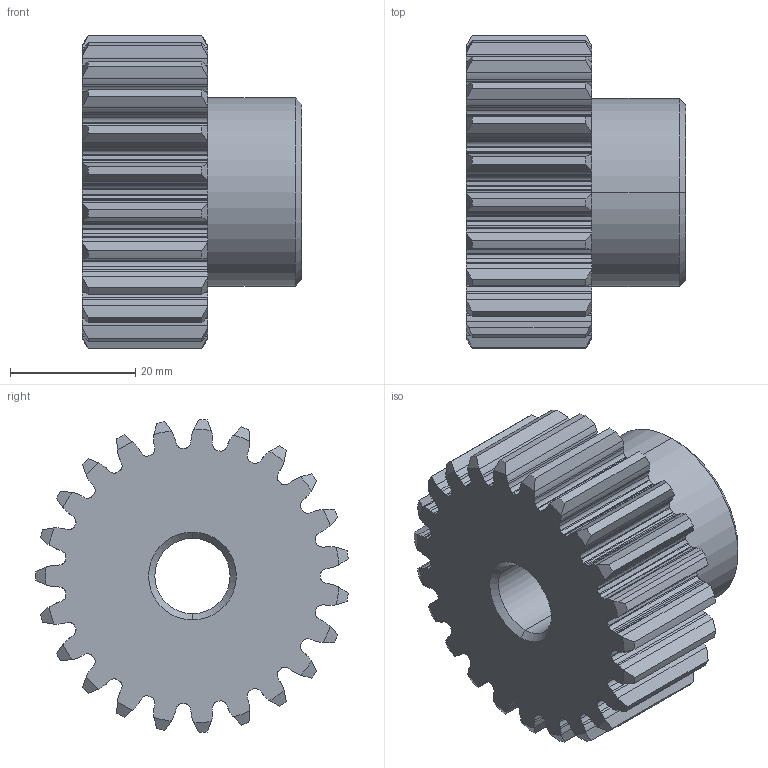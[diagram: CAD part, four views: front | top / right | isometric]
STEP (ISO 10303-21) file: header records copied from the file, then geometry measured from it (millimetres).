
FILE_DESCRIPTION(('HOOPS Exchange Step'),'2;1');
FILE_NAME('export-3E622521-15E9-440B-9E6F-FA3573BA0081.stp','2024-07-02T16:20:46+02:00',('Engineering'),('Alibre'),'HOOPS Exchange 2023.0','Alibre','Unknown authorisation');
FILE_SCHEMA( ('AP242_MANAGED_MODEL_BASED_3D_ENGINEERING_MIM_LF {1 0 10303 442 1 1 4 }') );
Length unit declared in the file: millimetre
Products named in the file (1): 863 Module 2 Pinion, with 23 teeth
Bounding box: 35 x 49.85 x 49.96 mm (x, y, z)
Volume: 39000.2 mm3; surface area: 11266.1 mm2
Topology: 1 solids, 1 shells, 407 faces, 1206 edges, 802 vertices
Faces by surface type: cylinder 352, cone 52, plane 3
Entity records: 14203 total; most frequent: CARTESIAN_POINT 2705, DIRECTION 2680, ORIENTED_EDGE 2412, EDGE_CURVE 1206, AXIS2_PLACEMENT_3D 1161, VERTEX_POINT 802, CIRCLE 752, EDGE_LOOP 410
